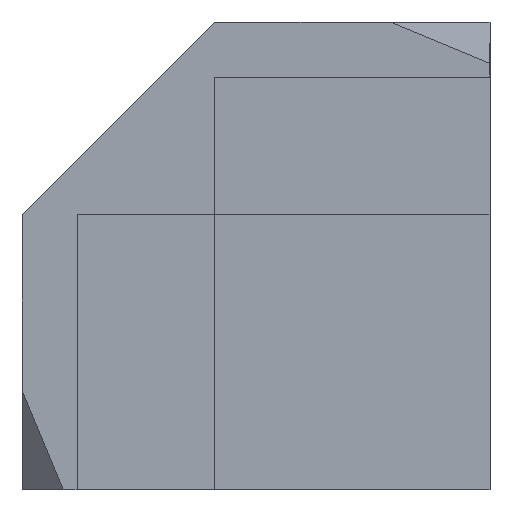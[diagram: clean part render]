
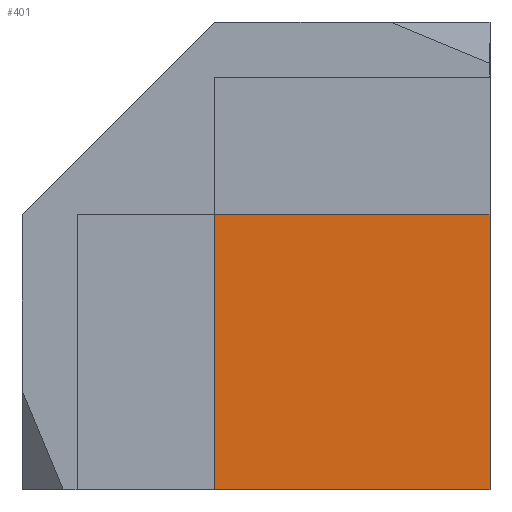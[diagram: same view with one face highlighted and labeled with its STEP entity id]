
A CAD part, left-side view. The second image highlights one B-rep face of the part: STEP entity #401.
In plain terms, the highlighted planar face has unit normal (-1, 0, 0).
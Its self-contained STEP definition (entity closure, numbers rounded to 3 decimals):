
#27=FACE_OUTER_BOUND('',#48,.T.);
#48=EDGE_LOOP('',(#326,#327,#328,#329));
#62=LINE('',#559,#117);
#73=LINE('',#579,#128);
#93=LINE('',#617,#148);
#99=LINE('',#628,#154);
#117=VECTOR('',#456,10.);
#128=VECTOR('',#469,10.);
#148=VECTOR('',#499,10.);
#154=VECTOR('',#507,10.);
#172=VERTEX_POINT('',#557);
#173=VERTEX_POINT('',#558);
#181=VERTEX_POINT('',#577);
#194=VERTEX_POINT('',#615);
#208=EDGE_CURVE('',#172,#173,#62,.T.);
#219=EDGE_CURVE('',#181,#173,#73,.T.);
#239=EDGE_CURVE('',#194,#181,#93,.T.);
#245=EDGE_CURVE('',#194,#172,#99,.T.);
#326=ORIENTED_EDGE('',*,*,#219,.F.);
#327=ORIENTED_EDGE('',*,*,#239,.F.);
#328=ORIENTED_EDGE('',*,*,#245,.T.);
#329=ORIENTED_EDGE('',*,*,#208,.T.);
#380=PLANE('',#436);
#401=ADVANCED_FACE('',(#27),#380,.F.);
#436=AXIS2_PLACEMENT_3D('',#635,#517,#518);
#456=DIRECTION('',(0.,0.,-1.));
#469=DIRECTION('',(0.,1.,0.));
#499=DIRECTION('',(0.,0.,-1.));
#507=DIRECTION('',(0.,1.,0.));
#517=DIRECTION('center_axis',(1.,0.,0.));
#518=DIRECTION('ref_axis',(0.,0.,-1.));
#557=CARTESIAN_POINT('',(-157.057,521.645,115.716));
#558=CARTESIAN_POINT('',(-157.057,521.645,105.716));
#559=CARTESIAN_POINT('',(-157.057,521.645,111.716));
#577=CARTESIAN_POINT('',(-157.057,511.645,105.716));
#579=CARTESIAN_POINT('',(-157.057,511.645,105.716));
#615=CARTESIAN_POINT('',(-157.057,511.645,115.716));
#617=CARTESIAN_POINT('',(-157.057,511.645,118.216));
#628=CARTESIAN_POINT('',(-157.057,519.645,115.716));
#635=CARTESIAN_POINT('Origin',(-157.057,511.645,113.716));
